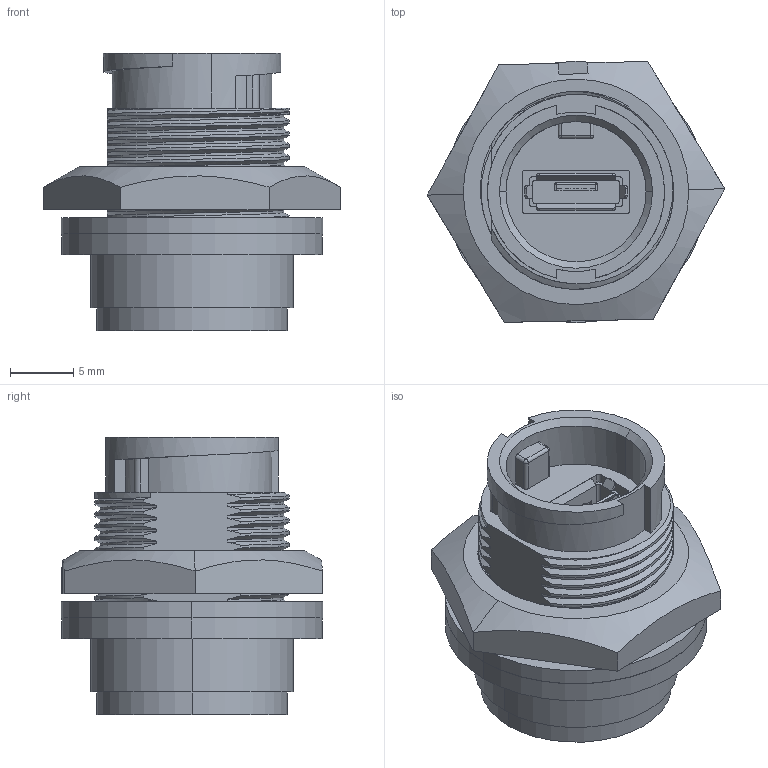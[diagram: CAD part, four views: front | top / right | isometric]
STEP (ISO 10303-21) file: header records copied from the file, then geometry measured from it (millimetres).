
FILE_DESCRIPTION (( 'STEP AP203' ), '1' );
FILE_NAME ('DCP-USBCB-F.STEP', '2018-06-28T15:24:41', ( '' ), ( '' ), 'SwSTEP 2.0', 'SolidWorks 2017', '' );
FILE_SCHEMA (( 'CONFIG_CONTROL_DESIGN' ));
Length unit declared in the file: inch
Products named in the file (1): DCP-USBCB-F
Bounding box: 23.46 x 20.62 x 21.84 mm (x, y, z)
Volume: 4073.2 mm3; surface area: 3302.3 mm2
Topology: 2 solids, 4 shells, 441 faces, 1216 edges, 793 vertices
Faces by surface type: plane 267, cylinder 122, bspline 42, sphere 6, cone 4
Entity records: 28753 total; most frequent: CARTESIAN_POINT 17924, ORIENTED_EDGE 2420, DIRECTION 2020, EDGE_CURVE 1210, LINE 836, VECTOR 836, VERTEX_POINT 793, AXIS2_PLACEMENT_3D 592
